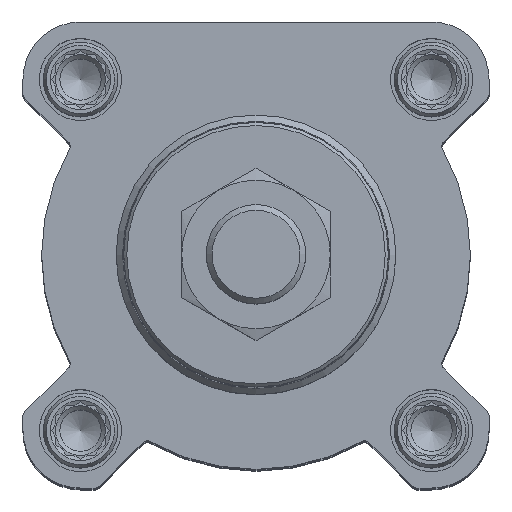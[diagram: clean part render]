
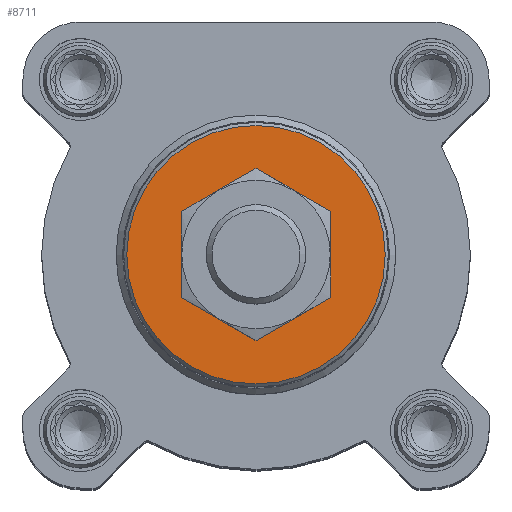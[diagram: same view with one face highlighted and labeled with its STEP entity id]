
A CAD part, top view. The second image highlights one B-rep face of the part: STEP entity #8711.
In plain terms, the highlighted planar face has unit normal (0, 0, 1).
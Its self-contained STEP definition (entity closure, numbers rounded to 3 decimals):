
#1598=PLANE('',#9480);
#2057=CIRCLE('',#9481,20.799);
#2058=CIRCLE('',#9482,10.);
#3344=ORIENTED_EDGE('',*,*,#5381,.F.);
#3345=ORIENTED_EDGE('',*,*,#5382,.T.);
#5381=EDGE_CURVE('',#6478,#6478,#2057,.T.);
#5382=EDGE_CURVE('',#6479,#6479,#2058,.T.);
#6478=VERTEX_POINT('',#14364);
#6479=VERTEX_POINT('',#14366);
#7250=EDGE_LOOP('',(#3344));
#7251=EDGE_LOOP('',(#3345));
#7919=FACE_BOUND('',#7250,.T.);
#7920=FACE_BOUND('',#7251,.T.);
#8711=ADVANCED_FACE('',(#7919,#7920),#1598,.F.);
#9480=AXIS2_PLACEMENT_3D('',#14362,#11009,#11010);
#9481=AXIS2_PLACEMENT_3D('',#14363,#11011,#11012);
#9482=AXIS2_PLACEMENT_3D('',#14365,#11013,#11014);
#11009=DIRECTION('',(0.,0.,-1.));
#11010=DIRECTION('',(-1.,0.,0.));
#11011=DIRECTION('',(0.,0.,-1.));
#11012=DIRECTION('',(-1.,0.,0.));
#11013=DIRECTION('',(0.,0.,-1.));
#11014=DIRECTION('',(-1.,0.,0.));
#14362=CARTESIAN_POINT('',(0.,0.,27.));
#14363=CARTESIAN_POINT('',(0.,0.,27.));
#14364=CARTESIAN_POINT('',(-20.799,0.,27.));
#14365=CARTESIAN_POINT('',(0.,0.,27.));
#14366=CARTESIAN_POINT('',(-10.,0.,27.));
